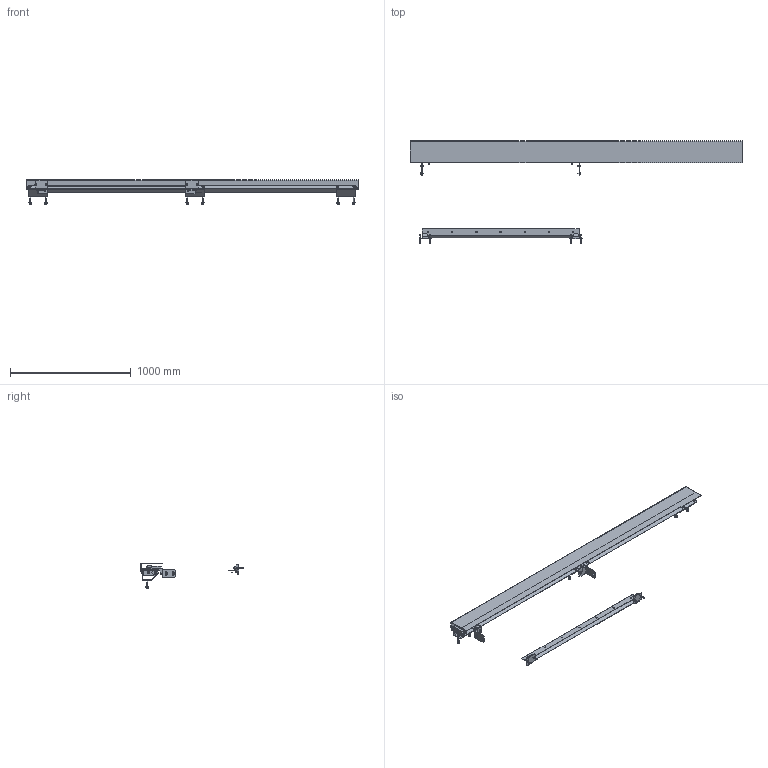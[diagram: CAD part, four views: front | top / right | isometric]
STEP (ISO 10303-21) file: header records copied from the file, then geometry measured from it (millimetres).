
FILE_DESCRIPTION (( 'STEP AP203' ), '1' );
FILE_NAME ('FD-150-3.STEP', '2020-03-30T05:57:06', ( '' ), ( '' ), 'SwSTEP 2.0', 'SolidWorks 2018', '' );
FILE_SCHEMA (( 'CONFIG_CONTROL_DESIGN' ));
Length unit declared in the file: millimetre
Products named in the file (27): FD-150-3_ガイドレール; FD-150_六角ボルト_内径基準ver1.05_M10x70六角ボルト(鉄); FD-150_ジョイント_端部ジョイント; FD-150_六角ボルト_内径基準ver1.05_M8x20六角ボルト(鉄)ダブルセムス(P3); FD-150_ローラハンガー左; FD-150_平ワッシャーISO(新JIS)ver1.02_M10平ワッシャー(鉄)みがき丸; FD-150_ローラハンガー右; FD-150_アンカーボルト; FD-150_六角ボルト_内径基準ver1.05_M8x15六角ボルト(鉄)SWシングルセムス(P2); FD-150_˜ZŠpƒiƒbƒgver1.02_M10ƒiƒbƒg(“S)1Ží; FD-150-3_儗乕儖Assy; FD-150_六角ナットver1.02_M8フランジナット(鉄)_呼び径基準; FD-150_アンカー軸; FD-150_ブラケット; FD-150_十字穴付皿小ねじ_内径基準ver1.02_M5x15十字穴付皿小ねじ(鉄); FD-150_ストッパー; FD-150_六角ボルト_内径基準ver1.05_M6x15六角ボルト(鉄)SWシングルセムス(P2); FD-150_ボルトセット; FD-150-3_”àAssy; FD-150-3_レール戸袋側側; FD-150_下ガイド; FD-150-3_レール入口側; FD-150-3; FD-150_ジョイント_中間ジョイント; FD-150-3_化粧パネル; FD-150_六角ボルト_内径基準ver1.05_M8x15六角ボルト(SUS)SWシングルセムス(P2); FD-150_ばね座金ver1.0_M10ばね座金(鉄)
Assembly tree (60 placements, depth 3):
  FD-150-3
    FD-150_ブラケット  x3
    FD-150-3_儗乕儖Assy
      FD-150_ジョイント_端部ジョイント
      FD-150-3_レール入口側
      FD-150_ジョイント_中間ジョイント
      FD-150-3_レール戸袋側側
    FD-150_六角ボルト_内径基準ver1.05_M8x15六角ボルト(SUS)SWシングルセムス(P2)  x6
    FD-150_ストッパー  x2
    FD-150-3_”àAssy
      FD-150_ローラハンガー右
      FD-150_ローラハンガー左
      FD-150-3_ガイドレール
      FD-150_六角ボルト_内径基準ver1.05_M8x20六角ボルト(鉄)ダブルセムス(P3)  x6
      FD-150_十字穴付皿小ねじ_内径基準ver1.02_M5x15十字穴付皿小ねじ(鉄)  x7
    FD-150_下ガイド  x2
    FD-150_六角ボルト_内径基準ver1.05_M6x15六角ボルト(鉄)SWシングルセムス(P2)  x2
    FD-150-3_化粧パネル
    FD-150_六角ボルト_内径基準ver1.05_M8x15六角ボルト(鉄)SWシングルセムス(P2)  x6
    FD-150_ボルトセット  x6
      FD-150_六角ボルト_内径基準ver1.05_M10x70六角ボルト(鉄)
      FD-150_平ワッシャーISO(新JIS)ver1.02_M10平ワッシャー(鉄)みがき丸
      FD-150_ばね座金ver1.0_M10ばね座金(鉄)
      FD-150_˜ZŠpƒiƒbƒgver1.02_M10ƒiƒbƒg(“S)1Ží
    FD-150_アンカーボルト  x4
      FD-150_アンカー軸
      FD-150_六角ナットver1.02_M8フランジナット(鉄)_呼び径基準
Bounding box: 2750 x 848.5 x 205.5 mm (x, y, z)
Volume: 4660129.3 mm3; surface area: 3182805.2 mm2
Topology: 74 solids, 74 shells, 2466 faces, 5964 edges, 3719 vertices
Faces by surface type: plane 1348, cylinder 626, cone 444, torus 32, sphere 16
Entity records: 32087 total; most frequent: CARTESIAN_POINT 5405, DIRECTION 4924, ORIENTED_EDGE 4632, EDGE_CURVE 2316, AXIS2_PLACEMENT_3D 1741, VERTEX_POINT 1462, VECTOR 1442, LINE 1442
